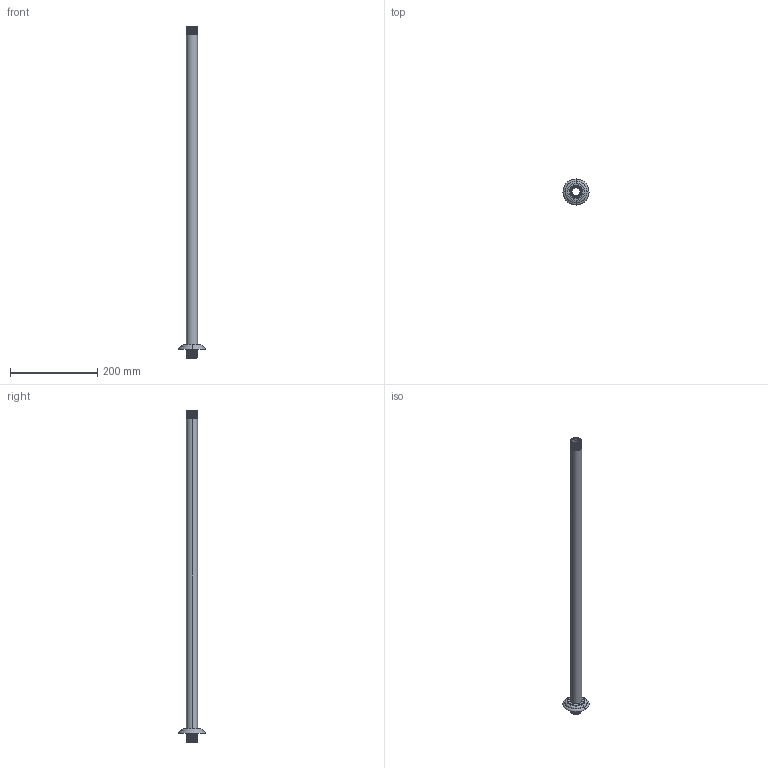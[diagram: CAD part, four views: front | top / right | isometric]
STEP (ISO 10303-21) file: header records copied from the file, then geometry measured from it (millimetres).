
FILE_DESCRIPTION((''),'2;1');
FILE_NAME('516-30_ASM','2010-11-22T',('project'),(''),'PRO/ENGINEER BY PARAMETRIC TECHNOLOGY CORPORATION, 2009300','PRO/ENGINEER BY PARAMETRIC TECHNOLOGY CORPORATION, 2009300','');
FILE_SCHEMA(('CONFIG_CONTROL_DESIGN'));
Length unit declared in the file: inch
Products named in the file (5): 10325; 91073; 2-221_ASM; 50420-30; 516-30_ASM
Assembly tree (4 placements, depth 3):
  516-30_ASM
    2-221_ASM
      10325
      91073
    50420-30
Bounding box: 59.94 x 59.94 x 762 mm (x, y, z)
Volume: 176689.9 mm3; surface area: 177301.5 mm2
Topology: 3 solids, 5 shells, 110 faces, 280 edges, 180 vertices
Faces by surface type: cone 44, bspline 24, cylinder 18, plane 12, torus 12
Entity records: 8114 total; most frequent: CARTESIAN_POINT 5530, ORIENTED_EDGE 548, DIRECTION 440, EDGE_CURVE 280, VERTEX_POINT 180, AXIS2_PLACEMENT_3D 177, EDGE_LOOP 120, B_SPLINE_CURVE_WITH_KNOTS 118
